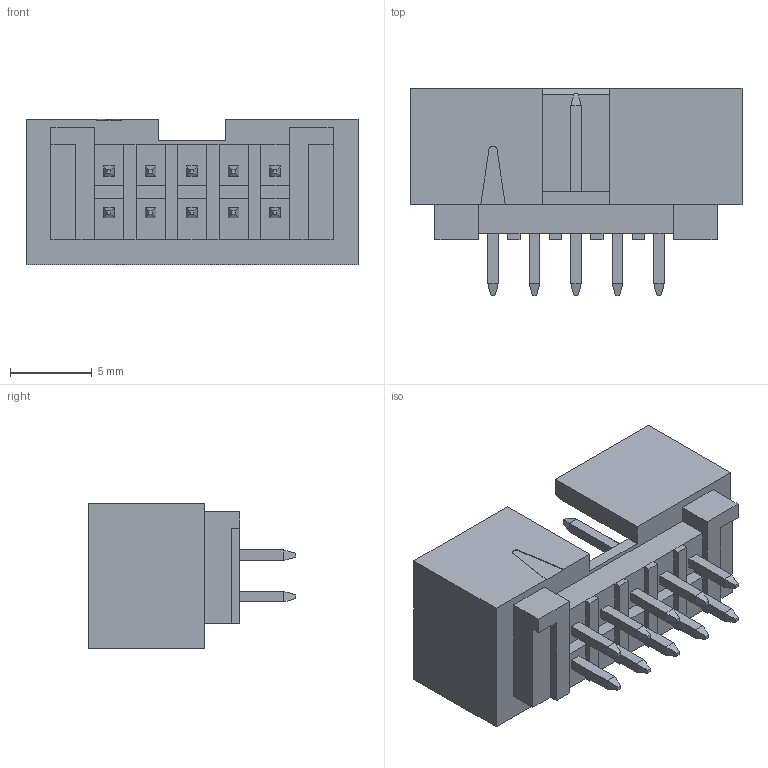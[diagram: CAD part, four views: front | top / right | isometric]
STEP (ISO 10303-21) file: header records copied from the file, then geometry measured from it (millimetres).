
FILE_DESCRIPTION((''),'2;1');
FILE_NAME('702461002','2014-07-23T',('me'),(''),'PRO/ENGINEER BY PARAMETRIC TECHNOLOGY CORPORATION, 2011490','PRO/ENGINEER BY PARAMETRIC TECHNOLOGY CORPORATION, 2011490','');
FILE_SCHEMA(('CONFIG_CONTROL_DESIGN'));
Length unit declared in the file: millimetre
Products named in the file (1): 702461002
Bounding box: 20.32 x 12.7 x 8.89 mm (x, y, z)
Volume: 757.4 mm3; surface area: 1417.5 mm2
Topology: 1 solids, 1 shells, 262 faces, 655 edges, 408 vertices
Faces by surface type: plane 257, cylinder 5
Entity records: 7590 total; most frequent: CARTESIAN_POINT 1342, ORIENTED_EDGE 1270, DIRECTION 1199, EDGE_CURVE 635, VECTOR 621, LINE 621, VERTEX_POINT 388, AXIS2_PLACEMENT_3D 289
